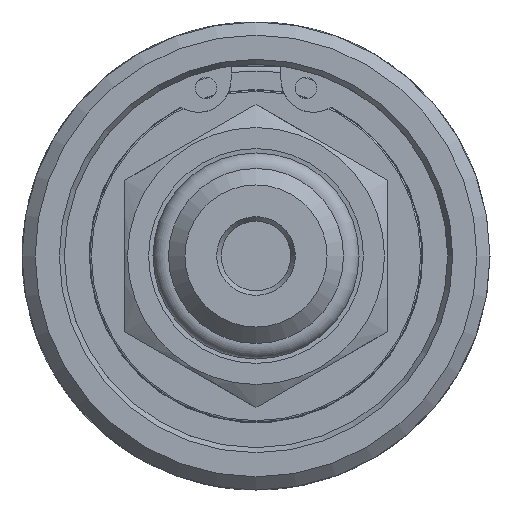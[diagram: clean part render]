
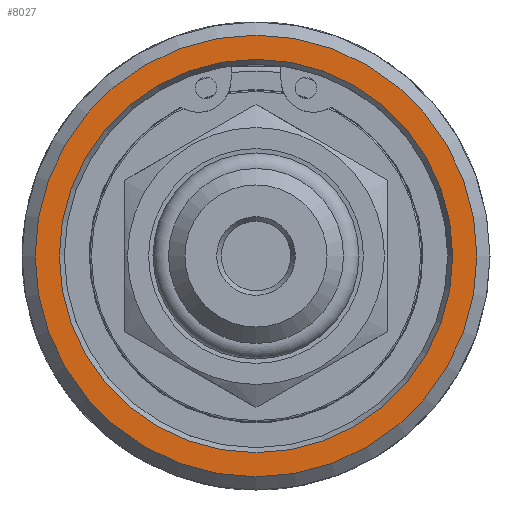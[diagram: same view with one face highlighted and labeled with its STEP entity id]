
A CAD part, left-side view. The second image highlights one B-rep face of the part: STEP entity #8027.
In plain terms, the highlighted planar face has unit normal (-1, 0, 0).
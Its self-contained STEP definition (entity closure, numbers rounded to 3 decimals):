
#172=FACE_BOUND('',#2828,.T.);
#1509=PLANE('',#8606);
#2336=FACE_OUTER_BOUND('',#2827,.T.);
#2827=EDGE_LOOP('',(#7410));
#2828=EDGE_LOOP('',(#7411));
#3116=CIRCLE('',#8605,17.987);
#3117=CIRCLE('',#8607,20.2);
#3940=VERTEX_POINT('',#57677);
#3941=VERTEX_POINT('',#57681);
#5110=EDGE_CURVE('',#3940,#3940,#3116,.T.);
#5111=EDGE_CURVE('',#3941,#3941,#3117,.T.);
#7410=ORIENTED_EDGE('',*,*,#5111,.F.);
#7411=ORIENTED_EDGE('',*,*,#5110,.F.);
#8027=ADVANCED_FACE('',(#2336,#172),#1509,.T.);
#8605=AXIS2_PLACEMENT_3D('',#57679,#10184,#10185);
#8606=AXIS2_PLACEMENT_3D('',#57680,#10186,#10187);
#8607=AXIS2_PLACEMENT_3D('',#57682,#10188,#10189);
#10184=DIRECTION('center_axis',(-1.,0.,0.));
#10185=DIRECTION('ref_axis',(0.,-1.,0.));
#10186=DIRECTION('center_axis',(-1.,0.,0.));
#10187=DIRECTION('ref_axis',(0.,0.,1.));
#10188=DIRECTION('center_axis',(1.,0.,0.));
#10189=DIRECTION('ref_axis',(0.,-1.,0.));
#57677=CARTESIAN_POINT('',(29.88,17.987,0.));
#57679=CARTESIAN_POINT('Origin',(29.88,0.,0.));
#57680=CARTESIAN_POINT('Origin',(29.88,19.463,0.));
#57681=CARTESIAN_POINT('',(29.88,20.2,0.));
#57682=CARTESIAN_POINT('Origin',(29.88,0.,0.));
